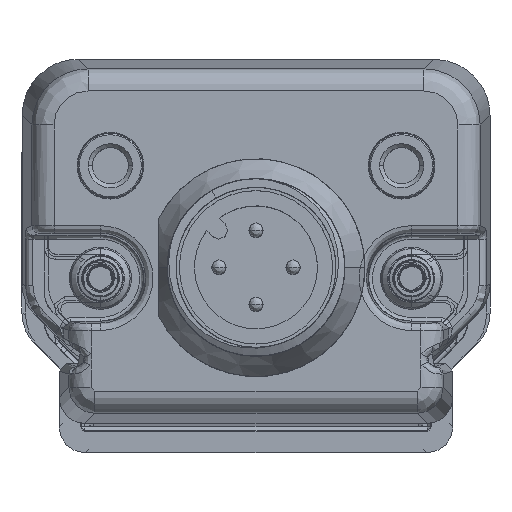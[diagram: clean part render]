
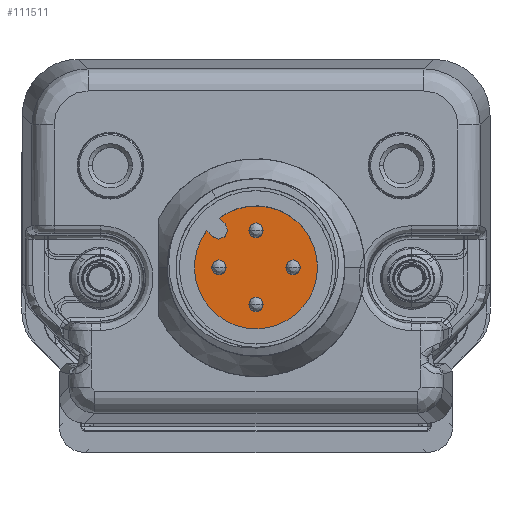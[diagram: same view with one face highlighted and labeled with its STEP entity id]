
A CAD part, top view. The second image highlights one B-rep face of the part: STEP entity #111511.
In plain terms, the highlighted planar face has unit normal (0, 0, 1).
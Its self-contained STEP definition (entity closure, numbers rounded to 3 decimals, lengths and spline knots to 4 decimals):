
#47005=CARTESIAN_POINT('',(0.,1.,584.87));
#47006=DIRECTION('',(0.,0.,1.));
#47007=DIRECTION('',(-0.802,0.597,0.));
#47008=AXIS2_PLACEMENT_3D('',#47005,#47006,#47007);
#47010=DIRECTION('',(-0.707,0.707,0.));
#47011=VECTOR('',#47010,0.5564);
#47012=CARTESIAN_POINT('',(-2.9345,3.086,584.87));
#47013=LINE('',#47012,#47011);
#47014=CARTESIAN_POINT('',(-2.5102,3.5102,584.87));
#47015=DIRECTION('',(0.,0.,-1.));
#47016=DIRECTION('',(0.707,0.707,0.));
#47017=AXIS2_PLACEMENT_3D('',#47014,#47015,#47016);
#47019=DIRECTION('',(0.707,-0.707,0.));
#47020=VECTOR('',#47019,0.5564);
#47021=CARTESIAN_POINT('',(-2.4794,4.3279,584.87));
#47022=LINE('',#47021,#47020);
#47023=CARTESIAN_POINT('',(0.,3.5,584.87));
#47024=DIRECTION('',(0.,0.,-1.));
#47025=DIRECTION('',(1.,0.,0.));
#47026=AXIS2_PLACEMENT_3D('',#47023,#47024,#47025);
#47028=CARTESIAN_POINT('',(0.,3.5,584.87));
#47029=DIRECTION('',(0.,0.,-1.));
#47030=DIRECTION('',(-1.,0.,0.));
#47031=AXIS2_PLACEMENT_3D('',#47028,#47029,#47030);
#47033=CARTESIAN_POINT('',(-2.5,1.,584.87));
#47034=DIRECTION('',(0.,0.,-1.));
#47035=DIRECTION('',(1.,0.,0.));
#47036=AXIS2_PLACEMENT_3D('',#47033,#47034,#47035);
#47038=CARTESIAN_POINT('',(-2.5,1.,584.87));
#47039=DIRECTION('',(0.,0.,-1.));
#47040=DIRECTION('',(-1.,0.,0.));
#47041=AXIS2_PLACEMENT_3D('',#47038,#47039,#47040);
#47043=CARTESIAN_POINT('',(0.,-1.5,584.87));
#47044=DIRECTION('',(0.,0.,-1.));
#47045=DIRECTION('',(1.,0.,0.));
#47046=AXIS2_PLACEMENT_3D('',#47043,#47044,#47045);
#47048=CARTESIAN_POINT('',(0.,-1.5,584.87));
#47049=DIRECTION('',(0.,0.,-1.));
#47050=DIRECTION('',(-1.,0.,0.));
#47051=AXIS2_PLACEMENT_3D('',#47048,#47049,#47050);
#47053=CARTESIAN_POINT('',(2.5,1.,584.87));
#47054=DIRECTION('',(0.,0.,-1.));
#47055=DIRECTION('',(1.,0.,0.));
#47056=AXIS2_PLACEMENT_3D('',#47053,#47054,#47055);
#47058=CARTESIAN_POINT('',(2.5,1.,584.87));
#47059=DIRECTION('',(0.,0.,-1.));
#47060=DIRECTION('',(-1.,0.,0.));
#47061=AXIS2_PLACEMENT_3D('',#47058,#47059,#47060);
#73929=CARTESIAN_POINT('',(-3.3279,3.4794,584.87));
#73930=CARTESIAN_POINT('',(-2.4794,4.3279,584.87));
#73931=VERTEX_POINT('',#73929);
#73932=VERTEX_POINT('',#73930);
#73933=CARTESIAN_POINT('',(-2.086,3.9345,584.87));
#73934=VERTEX_POINT('',#73933);
#73935=CARTESIAN_POINT('',(-2.9345,3.086,584.87));
#73936=VERTEX_POINT('',#73935);
#74016=CARTESIAN_POINT('',(0.5,3.5,584.87));
#74017=CARTESIAN_POINT('',(-0.5,3.5,584.87));
#74018=VERTEX_POINT('',#74016);
#74019=VERTEX_POINT('',#74017);
#74026=CARTESIAN_POINT('',(-2.,1.,584.87));
#74027=CARTESIAN_POINT('',(-3.,1.,584.87));
#74028=VERTEX_POINT('',#74026);
#74029=VERTEX_POINT('',#74027);
#74036=CARTESIAN_POINT('',(0.5,-1.5,584.87));
#74037=CARTESIAN_POINT('',(-0.5,-1.5,584.87));
#74038=VERTEX_POINT('',#74036);
#74039=VERTEX_POINT('',#74037);
#74046=CARTESIAN_POINT('',(3.,1.,584.87));
#74047=CARTESIAN_POINT('',(2.,1.,584.87));
#74048=VERTEX_POINT('',#74046);
#74049=VERTEX_POINT('',#74047);
#111476=CARTESIAN_POINT('',(0.,1.,584.87));
#111477=DIRECTION('',(0.,0.,1.));
#111478=DIRECTION('',(0.,1.,0.));
#111479=AXIS2_PLACEMENT_3D('',#111476,#111477,#111478);
#111480=PLANE('',#111479);
#111481=ORIENTED_EDGE('',*,*,#111428,.F.);
#111482=ORIENTED_EDGE('',*,*,#111443,.F.);
#111483=ORIENTED_EDGE('',*,*,#111457,.F.);
#111484=ORIENTED_EDGE('',*,*,#111470,.F.);
#111485=EDGE_LOOP('',(#111481,#111482,#111483,#111484));
#111486=FACE_OUTER_BOUND('',#111485,.F.);
#111488=ORIENTED_EDGE('',*,*,#111487,.F.);
#111490=ORIENTED_EDGE('',*,*,#111489,.F.);
#111491=EDGE_LOOP('',(#111488,#111490));
#111492=FACE_BOUND('',#111491,.F.);
#111494=ORIENTED_EDGE('',*,*,#111493,.F.);
#111496=ORIENTED_EDGE('',*,*,#111495,.F.);
#111497=EDGE_LOOP('',(#111494,#111496));
#111498=FACE_BOUND('',#111497,.F.);
#111500=ORIENTED_EDGE('',*,*,#111499,.F.);
#111502=ORIENTED_EDGE('',*,*,#111501,.F.);
#111503=EDGE_LOOP('',(#111500,#111502));
#111504=FACE_BOUND('',#111503,.F.);
#111506=ORIENTED_EDGE('',*,*,#111505,.F.);
#111508=ORIENTED_EDGE('',*,*,#111507,.F.);
#111509=EDGE_LOOP('',(#111506,#111508));
#111510=FACE_BOUND('',#111509,.F.);
#111511=ADVANCED_FACE('',(#111486,#111492,#111498,#111504,#111510),#111480,.T.);
#47009=CIRCLE('',#47008,4.15);
#47018=CIRCLE('',#47017,0.6);
#47027=CIRCLE('',#47026,0.5);
#47032=CIRCLE('',#47031,0.5);
#47037=CIRCLE('',#47036,0.5);
#47042=CIRCLE('',#47041,0.5);
#47047=CIRCLE('',#47046,0.5);
#47052=CIRCLE('',#47051,0.5);
#47057=CIRCLE('',#47056,0.5);
#47062=CIRCLE('',#47061,0.5);
#111428=EDGE_CURVE('',#73931,#73932,#47009,.T.);
#111443=EDGE_CURVE('',#73936,#73931,#47013,.T.);
#111457=EDGE_CURVE('',#73934,#73936,#47018,.T.);
#111470=EDGE_CURVE('',#73932,#73934,#47022,.T.);
#111487=EDGE_CURVE('',#74018,#74019,#47027,.T.);
#111489=EDGE_CURVE('',#74019,#74018,#47032,.T.);
#111493=EDGE_CURVE('',#74028,#74029,#47037,.T.);
#111495=EDGE_CURVE('',#74029,#74028,#47042,.T.);
#111499=EDGE_CURVE('',#74038,#74039,#47047,.T.);
#111501=EDGE_CURVE('',#74039,#74038,#47052,.T.);
#111505=EDGE_CURVE('',#74048,#74049,#47057,.T.);
#111507=EDGE_CURVE('',#74049,#74048,#47062,.T.);
